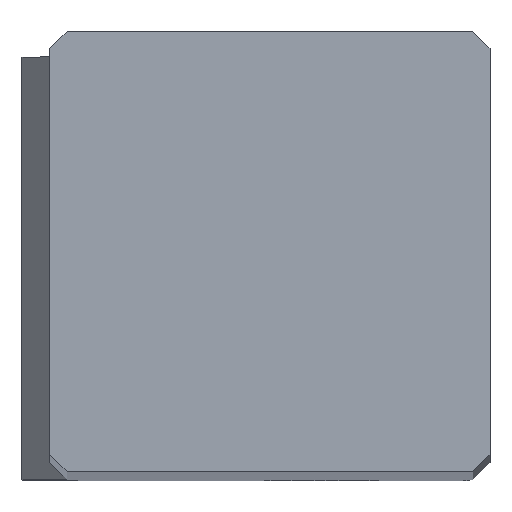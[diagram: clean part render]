
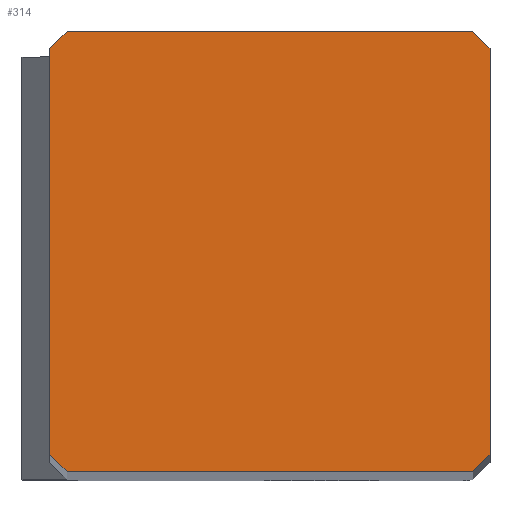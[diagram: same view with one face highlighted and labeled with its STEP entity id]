
A CAD part, top view. The second image highlights one B-rep face of the part: STEP entity #314.
In plain terms, the highlighted planar face has unit normal (0, 0, 1).
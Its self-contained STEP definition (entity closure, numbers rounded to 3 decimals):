
#129=LINE('',#2015,#222);
#130=LINE('',#2021,#223);
#131=LINE('',#2023,#224);
#132=LINE('',#2025,#225);
#133=LINE('',#2027,#226);
#134=LINE('',#2029,#227);
#135=LINE('',#2031,#228);
#136=LINE('',#2033,#229);
#222=VECTOR('',#1449,1.);
#223=VECTOR('',#1456,1.);
#224=VECTOR('',#1457,1.);
#225=VECTOR('',#1458,1.);
#226=VECTOR('',#1459,1.);
#227=VECTOR('',#1460,1.);
#228=VECTOR('',#1461,1.);
#229=VECTOR('',#1462,1.);
#314=ADVANCED_FACE('',(#396),#348,.T.);
#348=PLANE('',#1239);
#396=FACE_OUTER_BOUND('',#455,.T.);
#455=EDGE_LOOP('',(#635,#636,#637,#638,#639,#640,#641,#642));
#635=ORIENTED_EDGE('',*,*,#985,.F.);
#636=ORIENTED_EDGE('',*,*,#986,.T.);
#637=ORIENTED_EDGE('',*,*,#987,.F.);
#638=ORIENTED_EDGE('',*,*,#988,.F.);
#639=ORIENTED_EDGE('',*,*,#989,.F.);
#640=ORIENTED_EDGE('',*,*,#990,.T.);
#641=ORIENTED_EDGE('',*,*,#991,.F.);
#642=ORIENTED_EDGE('',*,*,#982,.F.);
#846=VERTEX_POINT('',#1997);
#855=VERTEX_POINT('',#2014);
#858=VERTEX_POINT('',#2022);
#859=VERTEX_POINT('',#2024);
#860=VERTEX_POINT('',#2026);
#861=VERTEX_POINT('',#2028);
#862=VERTEX_POINT('',#2030);
#863=VERTEX_POINT('',#2032);
#982=EDGE_CURVE('',#855,#846,#129,.T.);
#985=EDGE_CURVE('',#858,#855,#130,.T.);
#986=EDGE_CURVE('',#858,#859,#131,.T.);
#987=EDGE_CURVE('',#860,#859,#132,.T.);
#988=EDGE_CURVE('',#861,#860,#133,.T.);
#989=EDGE_CURVE('',#862,#861,#134,.T.);
#990=EDGE_CURVE('',#862,#863,#135,.T.);
#991=EDGE_CURVE('',#846,#863,#136,.T.);
#1239=AXIS2_PLACEMENT_3D('',#2034,#1463,#1464);
#1449=DIRECTION('',(-1.,0.,0.));
#1456=DIRECTION('',(-0.707,-0.707,0.));
#1457=DIRECTION('',(0.,1.,0.));
#1458=DIRECTION('',(0.707,-0.707,0.));
#1459=DIRECTION('',(1.,0.,0.));
#1460=DIRECTION('',(0.707,0.707,0.));
#1461=DIRECTION('',(0.,-1.,0.));
#1462=DIRECTION('',(-0.707,0.707,0.));
#1463=DIRECTION('',(0.,0.,1.));
#1464=DIRECTION('',(1.,0.,0.));
#1997=CARTESIAN_POINT('',(0.5,0.,0.));
#2014=CARTESIAN_POINT('',(12.2,0.,0.));
#2015=CARTESIAN_POINT('',(12.2,0.,0.));
#2021=CARTESIAN_POINT('',(12.7,0.5,0.));
#2022=CARTESIAN_POINT('',(12.7,0.5,0.));
#2023=CARTESIAN_POINT('',(12.7,0.5,0.));
#2024=CARTESIAN_POINT('',(12.7,12.2,0.));
#2025=CARTESIAN_POINT('',(12.2,12.7,0.));
#2026=CARTESIAN_POINT('',(12.2,12.7,0.));
#2027=CARTESIAN_POINT('',(0.5,12.7,0.));
#2028=CARTESIAN_POINT('',(0.5,12.7,0.));
#2029=CARTESIAN_POINT('',(0.,12.2,0.));
#2030=CARTESIAN_POINT('',(0.,12.2,0.));
#2031=CARTESIAN_POINT('',(0.,12.2,0.));
#2032=CARTESIAN_POINT('',(0.,0.5,0.));
#2033=CARTESIAN_POINT('',(0.5,0.,0.));
#2034=CARTESIAN_POINT('',(6.35,6.35,0.));
